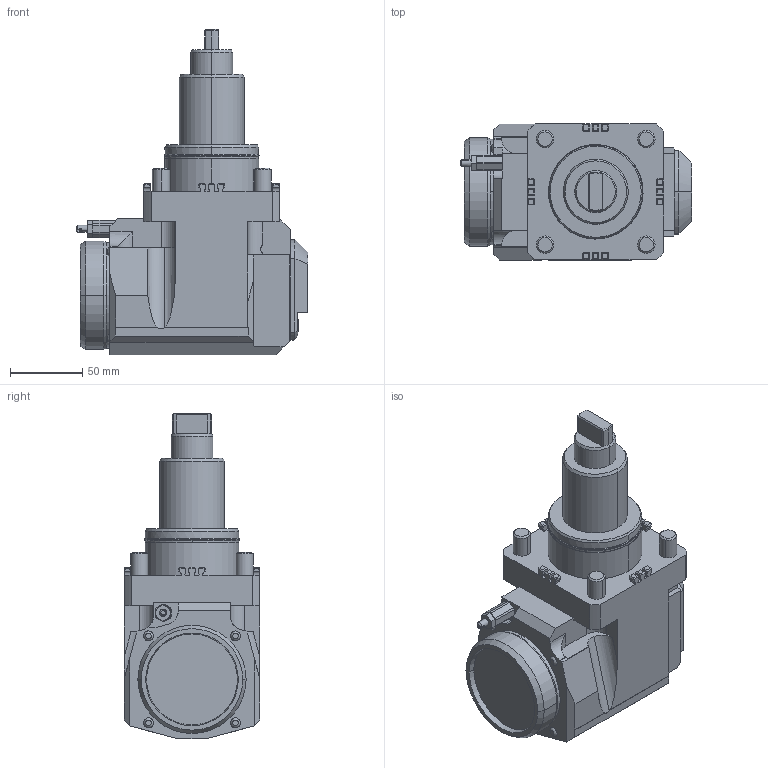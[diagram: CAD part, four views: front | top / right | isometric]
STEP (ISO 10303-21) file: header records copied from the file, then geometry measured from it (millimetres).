
FILE_DESCRIPTION(('HOOPS Exchange Step'),'2;1');
FILE_NAME('Modelcomposition.stp','2024-05-24T07:28:20+00:00',('toolarena-modelservice-ewspro'),('Unknown organisation'),'HOOPS Exchange 2021.2','HOOPS Exchange','Unknown authorisation');
FILE_SCHEMA( ('AP242_MANAGED_MODEL_BASED_3D_ENGINEERING_MIM_LF {1 0 10303 442 1 1 4 }') );
Length unit declared in the file: millimetre
Products named in the file (1): EWS_225992_DIN4003
Bounding box: 160.3 x 94 x 225 mm (x, y, z)
Volume: 1399433.2 mm3; surface area: 95179.7 mm2
Topology: 1 solids, 1 shells, 377 faces, 986 edges, 630 vertices
Faces by surface type: plane 233, cylinder 86, cone 46, torus 8, bspline 4
Entity records: 11673 total; most frequent: CARTESIAN_POINT 2289, ORIENTED_EDGE 1972, DIRECTION 1970, EDGE_CURVE 986, AXIS2_PLACEMENT_3D 666, VECTOR 638, LINE 638, VERTEX_POINT 630
